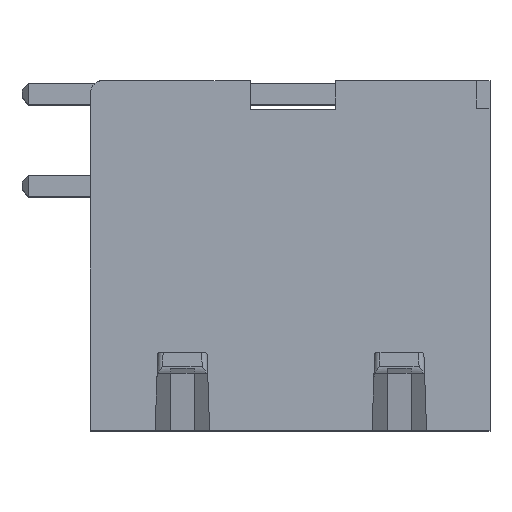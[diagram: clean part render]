
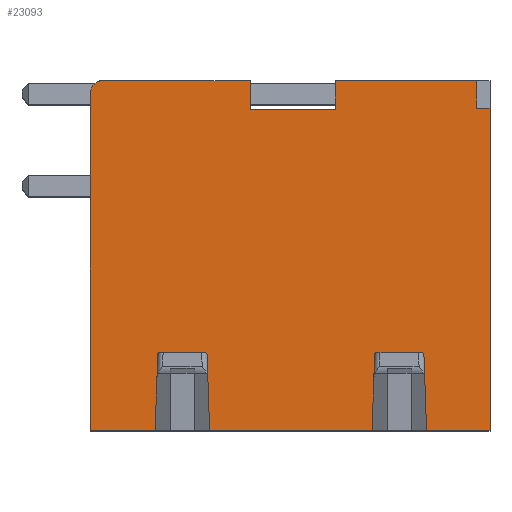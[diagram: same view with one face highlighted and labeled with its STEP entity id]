
A CAD part, top view. The second image highlights one B-rep face of the part: STEP entity #23093.
In plain terms, the highlighted planar face has unit normal (0, 0, 1).
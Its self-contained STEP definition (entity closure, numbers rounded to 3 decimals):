
#5793=DIRECTION('',(-1.,0.,0.));
#5794=VECTOR('',#5793,5.39);
#5795=CARTESIAN_POINT('',(11.703,13.3,33.7));
#5796=LINE('',#5795,#5794);
#5877=DIRECTION('',(0.,-1.,0.));
#5878=VECTOR('',#5877,1.092);
#5879=CARTESIAN_POINT('',(6.313,13.3,33.7));
#5880=LINE('',#5879,#5878);
#5949=DIRECTION('',(0.,1.,0.));
#5950=VECTOR('',#5949,1.092);
#5951=CARTESIAN_POINT('',(3.074,12.208,33.7));
#5952=LINE('',#5951,#5950);
#6149=DIRECTION('',(-1.,0.,0.));
#6150=VECTOR('',#6149,5.716);
#6151=CARTESIAN_POINT('',(3.074,13.3,33.7));
#6152=LINE('',#6151,#6150);
#6321=DIRECTION('',(0.,-1.,0.));
#6322=VECTOR('',#6321,0.02);
#6323=CARTESIAN_POINT('',(-2.641,13.3,33.7));
#6324=LINE('',#6323,#6322);
#7839=DIRECTION('',(-1.,0.,0.));
#7840=VECTOR('',#7839,3.238);
#7841=CARTESIAN_POINT('',(6.313,12.208,33.7));
#7842=LINE('',#7841,#7840);
#7843=DIRECTION('',(-0.035,-0.999,0.));
#7844=VECTOR('',#7843,2.716);
#7845=CARTESIAN_POINT('',(-0.443,2.714,33.7));
#7846=LINE('',#7845,#7844);
#7847=DIRECTION('',(-1.,0.,0.));
#7848=VECTOR('',#7847,2.463);
#7849=CARTESIAN_POINT('',(-0.537,0.,33.7));
#7850=LINE('',#7849,#7848);
#7851=DIRECTION('',(0.,1.,0.));
#7852=VECTOR('',#7851,12.8);
#7853=CARTESIAN_POINT('',(-3.,0.,33.7));
#7854=LINE('',#7853,#7852);
#7855=CARTESIAN_POINT('',(-2.5,12.8,33.7));
#7856=DIRECTION('',(0.,0.,-1.));
#7857=DIRECTION('',(-1.,0.,0.));
#7858=AXIS2_PLACEMENT_3D('',#7855,#7856,#7857);
#7860=DIRECTION('',(0.,-1.,0.));
#7861=VECTOR('',#7860,12.25);
#7862=CARTESIAN_POINT('',(12.2,12.25,33.7));
#7863=LINE('',#7862,#7861);
#7864=DIRECTION('',(-1.,0.,0.));
#7865=VECTOR('',#7864,2.413);
#7866=CARTESIAN_POINT('',(12.2,0.,33.7));
#7867=LINE('',#7866,#7865);
#7868=DIRECTION('',(-0.035,0.999,0.));
#7869=VECTOR('',#7868,2.716);
#7870=CARTESIAN_POINT('',(9.787,0.,33.7));
#7871=LINE('',#7870,#7869);
#7872=DIRECTION('',(-0.035,-0.999,0.));
#7873=VECTOR('',#7872,2.716);
#7874=CARTESIAN_POINT('',(7.807,2.714,33.7));
#7875=LINE('',#7874,#7873);
#7876=DIRECTION('',(-1.,0.,0.));
#7877=VECTOR('',#7876,6.175);
#7878=CARTESIAN_POINT('',(7.713,0.,33.7));
#7879=LINE('',#7878,#7877);
#7880=DIRECTION('',(-0.035,0.999,0.));
#7881=VECTOR('',#7880,2.716);
#7882=CARTESIAN_POINT('',(1.537,0.,33.7));
#7883=LINE('',#7882,#7881);
#7908=DIRECTION('',(1.,0.,0.));
#7909=VECTOR('',#7908,1.885);
#7910=CARTESIAN_POINT('',(-0.443,2.714,33.7));
#7911=LINE('',#7910,#7909);
#8065=DIRECTION('',(0.,1.,0.));
#8066=VECTOR('',#8065,1.05);
#8067=CARTESIAN_POINT('',(11.703,12.25,33.7));
#8068=LINE('',#8067,#8066);
#8081=DIRECTION('',(-1.,0.,0.));
#8082=VECTOR('',#8081,0.497);
#8083=CARTESIAN_POINT('',(12.2,12.25,33.7));
#8084=LINE('',#8083,#8082);
#8101=DIRECTION('',(1.,0.,0.));
#8102=VECTOR('',#8101,1.885);
#8103=CARTESIAN_POINT('',(7.807,2.714,33.7));
#8104=LINE('',#8103,#8102);
#8749=CARTESIAN_POINT('',(-3.,0.,33.7));
#8750=VERTEX_POINT('',#8749);
#8751=CARTESIAN_POINT('',(-0.537,0.,33.7));
#8752=VERTEX_POINT('',#8751);
#8757=CARTESIAN_POINT('',(1.537,0.,33.7));
#8758=VERTEX_POINT('',#8757);
#8759=CARTESIAN_POINT('',(7.713,0.,33.7));
#8760=VERTEX_POINT('',#8759);
#8765=CARTESIAN_POINT('',(9.787,0.,33.7));
#8766=VERTEX_POINT('',#8765);
#8767=CARTESIAN_POINT('',(12.2,0.,33.7));
#8768=VERTEX_POINT('',#8767);
#8849=CARTESIAN_POINT('',(12.2,12.25,33.7));
#8850=VERTEX_POINT('',#8849);
#8857=CARTESIAN_POINT('',(11.703,13.3,33.7));
#8858=VERTEX_POINT('',#8857);
#8859=CARTESIAN_POINT('',(6.313,13.3,33.7));
#8860=VERTEX_POINT('',#8859);
#8861=CARTESIAN_POINT('',(6.313,12.208,33.7));
#8862=VERTEX_POINT('',#8861);
#8871=CARTESIAN_POINT('',(3.074,12.208,33.7));
#8872=CARTESIAN_POINT('',(3.074,13.3,33.7));
#8873=VERTEX_POINT('',#8871);
#8874=VERTEX_POINT('',#8872);
#8883=CARTESIAN_POINT('',(-2.641,13.3,33.7));
#8884=VERTEX_POINT('',#8883);
#8885=CARTESIAN_POINT('',(-2.641,13.28,33.7));
#8886=VERTEX_POINT('',#8885);
#8915=CARTESIAN_POINT('',(-0.443,2.714,33.7));
#8916=VERTEX_POINT('',#8915);
#8917=CARTESIAN_POINT('',(-3.,12.8,33.7));
#8918=VERTEX_POINT('',#8917);
#8919=CARTESIAN_POINT('',(11.703,12.25,33.7));
#8920=VERTEX_POINT('',#8919);
#8921=CARTESIAN_POINT('',(9.693,2.714,33.7));
#8922=VERTEX_POINT('',#8921);
#8923=CARTESIAN_POINT('',(7.807,2.714,33.7));
#8924=VERTEX_POINT('',#8923);
#8925=CARTESIAN_POINT('',(1.443,2.714,33.7));
#8926=VERTEX_POINT('',#8925);
#23056=CARTESIAN_POINT('',(0.,0.,33.7));
#23057=DIRECTION('',(0.,0.,1.));
#23058=DIRECTION('',(1.,0.,0.));
#23059=AXIS2_PLACEMENT_3D('',#23056,#23057,#23058);
#23060=PLANE('',#23059);
#23062=ORIENTED_EDGE('',*,*,#23061,.T.);
#23063=ORIENTED_EDGE('',*,*,#11531,.T.);
#23065=ORIENTED_EDGE('',*,*,#23064,.T.);
#23067=ORIENTED_EDGE('',*,*,#23066,.T.);
#23068=ORIENTED_EDGE('',*,*,#20424,.F.);
#23069=ORIENTED_EDGE('',*,*,#20394,.F.);
#23070=ORIENTED_EDGE('',*,*,#20001,.F.);
#23071=ORIENTED_EDGE('',*,*,#23051,.F.);
#23072=ORIENTED_EDGE('',*,*,#19859,.F.);
#23073=ORIENTED_EDGE('',*,*,#19844,.F.);
#23075=ORIENTED_EDGE('',*,*,#23074,.F.);
#23077=ORIENTED_EDGE('',*,*,#23076,.F.);
#23078=ORIENTED_EDGE('',*,*,#19742,.T.);
#23079=ORIENTED_EDGE('',*,*,#11547,.T.);
#23081=ORIENTED_EDGE('',*,*,#23080,.T.);
#23083=ORIENTED_EDGE('',*,*,#23082,.F.);
#23085=ORIENTED_EDGE('',*,*,#23084,.T.);
#23086=ORIENTED_EDGE('',*,*,#11539,.T.);
#23088=ORIENTED_EDGE('',*,*,#23087,.T.);
#23090=ORIENTED_EDGE('',*,*,#23089,.F.);
#23091=EDGE_LOOP('',(#23062,#23063,#23065,#23067,#23068,#23069,#23070,#23071,
#23072,#23073,#23075,#23077,#23078,#23079,#23081,#23083,#23085,#23086,#23088,
#23090));
#23092=FACE_OUTER_BOUND('',#23091,.F.);
#23093=ADVANCED_FACE('',(#23092),#23060,.T.);
#7859=CIRCLE('',#7858,0.5);
#11531=EDGE_CURVE('',#8752,#8750,#7850,.T.);
#11539=EDGE_CURVE('',#8760,#8758,#7879,.T.);
#11547=EDGE_CURVE('',#8768,#8766,#7867,.T.);
#19742=EDGE_CURVE('',#8850,#8768,#7863,.T.);
#19844=EDGE_CURVE('',#8858,#8860,#5796,.T.);
#19859=EDGE_CURVE('',#8860,#8862,#5880,.T.);
#20001=EDGE_CURVE('',#8873,#8874,#5952,.T.);
#20394=EDGE_CURVE('',#8874,#8884,#6152,.T.);
#20424=EDGE_CURVE('',#8884,#8886,#6324,.T.);
#23051=EDGE_CURVE('',#8862,#8873,#7842,.T.);
#23061=EDGE_CURVE('',#8916,#8752,#7846,.T.);
#23064=EDGE_CURVE('',#8750,#8918,#7854,.T.);
#23066=EDGE_CURVE('',#8918,#8886,#7859,.T.);
#23074=EDGE_CURVE('',#8920,#8858,#8068,.T.);
#23076=EDGE_CURVE('',#8850,#8920,#8084,.T.);
#23080=EDGE_CURVE('',#8766,#8922,#7871,.T.);
#23082=EDGE_CURVE('',#8924,#8922,#8104,.T.);
#23084=EDGE_CURVE('',#8924,#8760,#7875,.T.);
#23087=EDGE_CURVE('',#8758,#8926,#7883,.T.);
#23089=EDGE_CURVE('',#8916,#8926,#7911,.T.);
